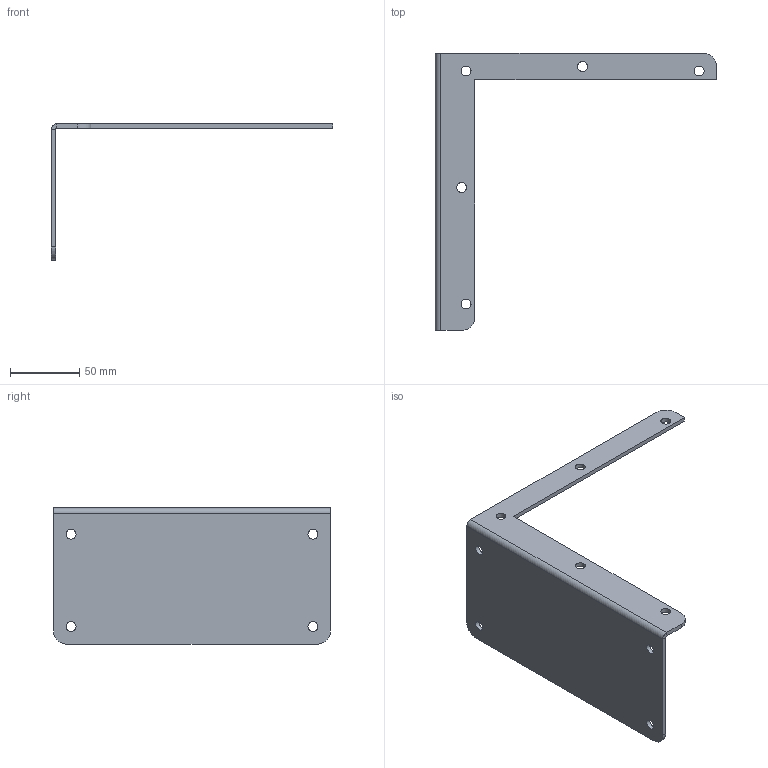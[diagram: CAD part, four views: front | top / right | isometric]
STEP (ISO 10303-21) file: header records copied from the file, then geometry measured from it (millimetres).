
FILE_DESCRIPTION(/* description */ ('SSJW, WW FITTING, BRACKET HANGER, 6"'),/* implementation_level */ '2;1');
FILE_NAME(/* name */ 'SSJWBH6.stp',/* time_stamp */ '2017-08-22T20:16:11+06:00',/* author */ ('rsundaram2'),/* organization */ (''),/* preprocessor_version */ 'ST-DEVELOPER v16.1',/* originating_system */ 'Autodesk Inventor 2016',/* authorisation */ '');
FILE_SCHEMA (('AUTOMOTIVE_DESIGN { 1 0 10303 214 3 1 1 }'));
Length unit declared in the file: inch
Products named in the file (1): SSJWBH6
Bounding box: 203.2 x 200.03 x 98.42 mm (x, y, z)
Volume: 87159 mm3; surface area: 58651.5 mm2
Topology: 1 solids, 1 shells, 29 faces, 73 edges, 46 vertices
Faces by surface type: cylinder 15, plane 14
Full cylindrical faces by diameter (mm): 7.144 x9
Entity records: 919 total; most frequent: DIRECTION 154, CARTESIAN_POINT 140, ORIENTED_EDGE 128, EDGE_CURVE 64, AXIS2_PLACEMENT_3D 60, EDGE_LOOP 56, VERTEX_POINT 46, LINE 34
